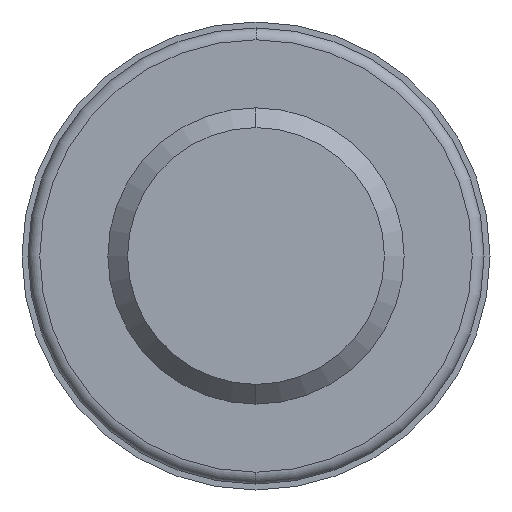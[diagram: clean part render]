
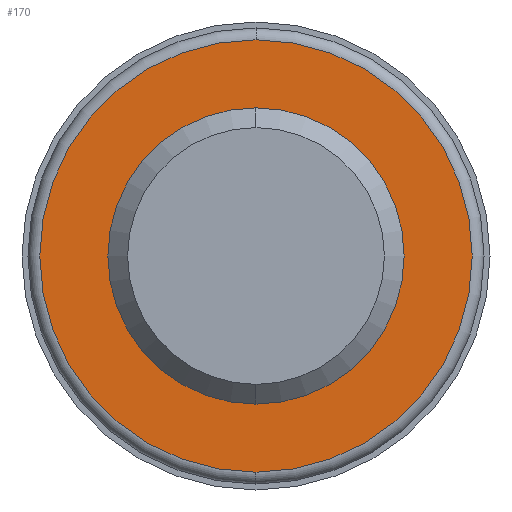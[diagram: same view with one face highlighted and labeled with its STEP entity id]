
A CAD part, left-side view. The second image highlights one B-rep face of the part: STEP entity #170.
In plain terms, the highlighted planar face has unit normal (-1, 0, 0).
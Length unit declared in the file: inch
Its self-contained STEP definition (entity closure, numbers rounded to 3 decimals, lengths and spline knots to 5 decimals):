
#24 = CARTESIAN_POINT ( 'NONE',  ( 2.13, 0., 0. ) ) ;
#30 = CIRCLE ( 'NONE', #529, 0.37485 ) ;
#49 = DIRECTION ( 'NONE',  ( 0., 0., 1. ) ) ;
#82 = VERTEX_POINT ( 'NONE', #123 ) ;
#93 = CIRCLE ( 'NONE', #178, 0.547 ) ;
#100 = DIRECTION ( 'NONE',  ( -1., 0., 0. ) ) ;
#106 = CARTESIAN_POINT ( 'NONE',  ( 2.13, 0.37485, 0. ) ) ;
#107 = EDGE_CURVE ( 'NONE', #82, #338, #482, .T. ) ;
#123 = CARTESIAN_POINT ( 'NONE',  ( 2.13, 0., -0.547 ) ) ;
#144 = FACE_OUTER_BOUND ( 'NONE', #292, .T. ) ;
#160 = FACE_BOUND ( 'NONE', #610, .T. ) ;
#169 = DIRECTION ( 'NONE',  ( 0., 0., -1. ) ) ;
#170 = ADVANCED_FACE ( 'NONE', ( #160, #144 ), #439, .F. ) ;
#178 = AXIS2_PLACEMENT_3D ( 'NONE', #24, #299, #206 ) ;
#206 = DIRECTION ( 'NONE',  ( 0., 0., 1. ) ) ;
#207 = CARTESIAN_POINT ( 'NONE',  ( 2.13, 0., 0. ) ) ;
#244 = DIRECTION ( 'NONE',  ( -1., 0., 0. ) ) ;
#279 = EDGE_CURVE ( 'NONE', #359, #570, #436, .T. ) ;
#285 = ORIENTED_EDGE ( 'NONE', *, *, #279, .F. ) ;
#292 = EDGE_LOOP ( 'NONE', ( #448, #624 ) ) ;
#299 = DIRECTION ( 'NONE',  ( -1., 0., 0. ) ) ;
#338 = VERTEX_POINT ( 'NONE', #540 ) ;
#348 = CARTESIAN_POINT ( 'NONE',  ( 2.13, 0., 0.37485 ) ) ;
#359 = VERTEX_POINT ( 'NONE', #577 ) ;
#361 = CARTESIAN_POINT ( 'NONE',  ( 2.13, 0., 0. ) ) ;
#372 = ORIENTED_EDGE ( 'NONE', *, *, #537, .F. ) ;
#393 = DIRECTION ( 'NONE',  ( 1., 0., 0. ) ) ;
#398 = DIRECTION ( 'NONE',  ( 0., 0., 1. ) ) ;
#408 = EDGE_CURVE ( 'NONE', #338, #82, #93, .T. ) ;
#422 = DIRECTION ( 'NONE',  ( 0., 0., 1. ) ) ;
#436 = CIRCLE ( 'NONE', #495, 0.37485 ) ;
#439 = PLANE ( 'NONE',  #552 ) ;
#446 = AXIS2_PLACEMENT_3D ( 'NONE', #463, #464, #49 ) ;
#448 = ORIENTED_EDGE ( 'NONE', *, *, #408, .T. ) ;
#463 = CARTESIAN_POINT ( 'NONE',  ( 2.13, 0., 0. ) ) ;
#464 = DIRECTION ( 'NONE',  ( -1., 0., 0. ) ) ;
#482 = CIRCLE ( 'NONE', #446, 0.547 ) ;
#495 = AXIS2_PLACEMENT_3D ( 'NONE', #207, #100, #422 ) ;
#529 = AXIS2_PLACEMENT_3D ( 'NONE', #361, #244, #398 ) ;
#537 = EDGE_CURVE ( 'NONE', #570, #359, #30, .T. ) ;
#540 = CARTESIAN_POINT ( 'NONE',  ( 2.13, 0., 0.547 ) ) ;
#552 = AXIS2_PLACEMENT_3D ( 'NONE', #106, #393, #169 ) ;
#570 = VERTEX_POINT ( 'NONE', #348 ) ;
#577 = CARTESIAN_POINT ( 'NONE',  ( 2.13, 0., -0.37485 ) ) ;
#610 = EDGE_LOOP ( 'NONE', ( #372, #285 ) ) ;
#624 = ORIENTED_EDGE ( 'NONE', *, *, #107, .T. ) ;
